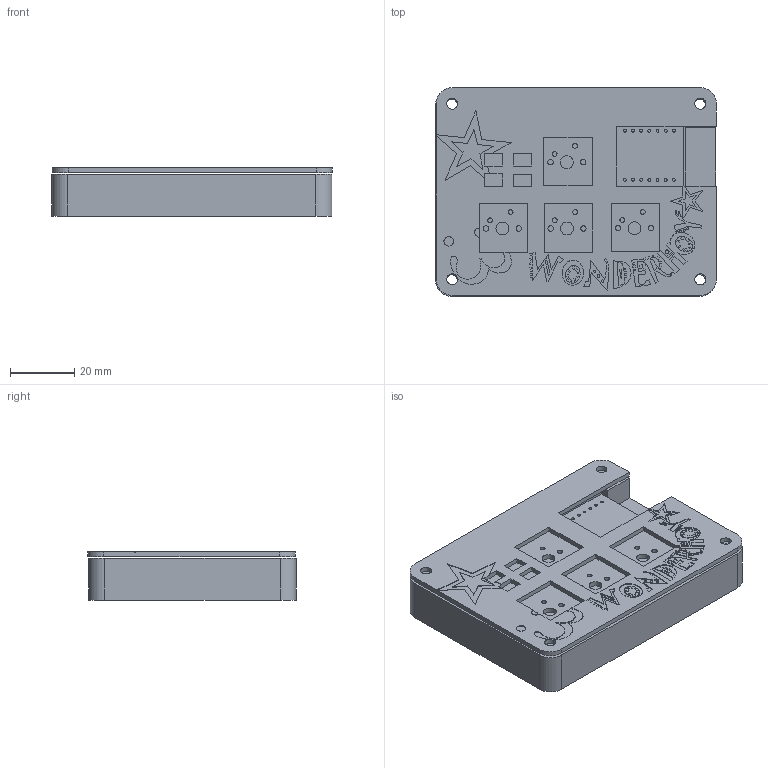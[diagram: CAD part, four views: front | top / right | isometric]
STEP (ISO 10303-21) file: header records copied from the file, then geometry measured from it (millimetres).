
FILE_DESCRIPTION(/* description */ ('','CAx-IF Rec.Pracs.---Representation and Presentation of Product Manufacturing Information (PMI)---4.0---2014-10-13'),/* implementation_level */ '2;1');
FILE_NAME(/* name */ 'hackpad.step',/* time_stamp */ '2025-02-21T01:03:06+01:00',/* author */ (''),/* organization */ (''),/* preprocessor_version */ 'ST-DEVELOPER v20',/* originating_system */ 'Autodesk Translation Framework v13.20.0.188',/* authorisation */ '');
FILE_SCHEMA (('AP242_MANAGED_MODEL_BASED_3D_ENGINEERING_MIM_LF { 1 0 10303 442 1 1 4 }'));
Length unit declared in the file: millimetre
Products named in the file (6): hackpad-full; hackpad-bottom; case-bottom; hackpad-top; hackpad 1; hackpad_PCB
Assembly tree (5 placements, depth 3):
  hackpad-full
    hackpad-bottom
      case-bottom
    hackpad-top
    hackpad 1
      hackpad_PCB
Bounding box: 87.18 x 64.78 x 15.05 mm (x, y, z)
Volume: 50226.4 mm3; surface area: 33357.2 mm2
Topology: 3 solids, 3 shells, 965 faces, 2742 edges, 1828 vertices
Faces by surface type: bspline 464, plane 447, cylinder 54
Full cylindrical faces by diameter (mm): 0.889 x14, 1.5 x8, 1.7 x8, 3.4 x8, 4 x4, 6 x4
Entity records: 35784 total; most frequent: CARTESIAN_POINT 13446, ORIENTED_EDGE 5484, DIRECTION 2939, EDGE_CURVE 2742, VERTEX_POINT 1828, LINE 1695, VECTOR 1695, EDGE_LOOP 1110
